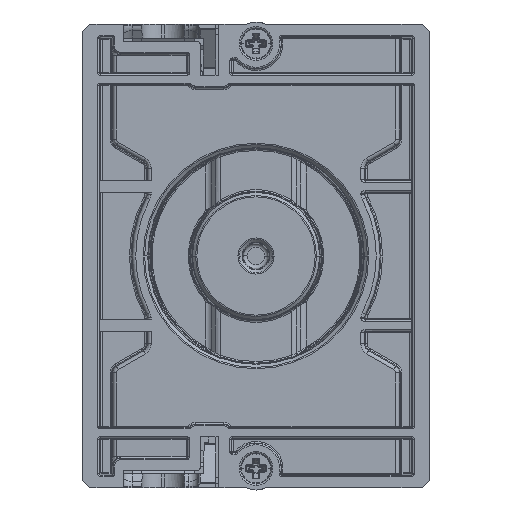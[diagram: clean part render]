
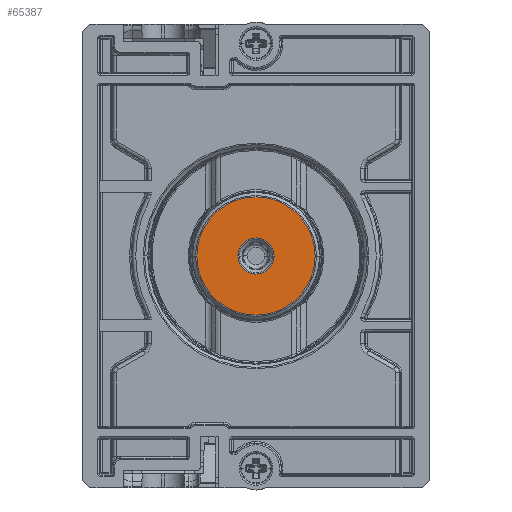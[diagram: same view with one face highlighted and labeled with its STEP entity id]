
A CAD part, front view. The second image highlights one B-rep face of the part: STEP entity #65387.
In plain terms, the highlighted face is planar.
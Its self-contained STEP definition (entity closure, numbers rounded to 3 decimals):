
#50229=CARTESIAN_POINT('',(0.,-2.2,0.));
#50230=DIRECTION('',(0.,-1.,0.));
#50231=DIRECTION('',(-1.,0.,0.));
#50232=AXIS2_PLACEMENT_3D('',#50229,#50230,#50231);
#50234=CARTESIAN_POINT('',(0.,-2.2,0.));
#50235=DIRECTION('',(0.,-1.,0.));
#50236=DIRECTION('',(1.,0.,0.));
#50237=AXIS2_PLACEMENT_3D('',#50234,#50235,#50236);
#50239=CARTESIAN_POINT('',(0.,-2.2,0.));
#50240=DIRECTION('',(0.,-1.,0.));
#50241=DIRECTION('',(-1.,0.,0.));
#50242=AXIS2_PLACEMENT_3D('',#50239,#50240,#50241);
#50244=CARTESIAN_POINT('',(0.,-2.2,0.));
#50245=DIRECTION('',(0.,-1.,0.));
#50246=DIRECTION('',(1.,0.,0.));
#50247=AXIS2_PLACEMENT_3D('',#50244,#50245,#50246);
#61002=CARTESIAN_POINT('',(-7.653,-2.2,0.));
#61003=CARTESIAN_POINT('',(7.653,-2.2,0.));
#61004=VERTEX_POINT('',#61002);
#61005=VERTEX_POINT('',#61003);
#61014=CARTESIAN_POINT('',(-2.341,-2.2,0.));
#61015=CARTESIAN_POINT('',(2.341,-2.2,0.));
#61016=VERTEX_POINT('',#61014);
#61017=VERTEX_POINT('',#61015);
#65370=CARTESIAN_POINT('',(0.,-2.2,0.));
#65371=DIRECTION('',(0.,-1.,0.));
#65372=DIRECTION('',(0.,0.,-1.));
#65373=AXIS2_PLACEMENT_3D('',#65370,#65371,#65372);
#65374=PLANE('',#65373);
#65376=ORIENTED_EDGE('',*,*,#65375,.T.);
#65378=ORIENTED_EDGE('',*,*,#65377,.T.);
#65379=EDGE_LOOP('',(#65376,#65378));
#65380=FACE_OUTER_BOUND('',#65379,.F.);
#65382=ORIENTED_EDGE('',*,*,#65381,.F.);
#65384=ORIENTED_EDGE('',*,*,#65383,.F.);
#65385=EDGE_LOOP('',(#65382,#65384));
#65386=FACE_BOUND('',#65385,.F.);
#50233=CIRCLE('',#50232,7.653);
#50238=CIRCLE('',#50237,7.653);
#50243=CIRCLE('',#50242,2.341);
#50248=CIRCLE('',#50247,2.341);
#65375=EDGE_CURVE('',#61004,#61005,#50233,.T.);
#65377=EDGE_CURVE('',#61005,#61004,#50238,.T.);
#65381=EDGE_CURVE('',#61016,#61017,#50243,.T.);
#65383=EDGE_CURVE('',#61017,#61016,#50248,.T.);
#65387=ADVANCED_FACE('',(#65380,#65386),#65374,.F.);
